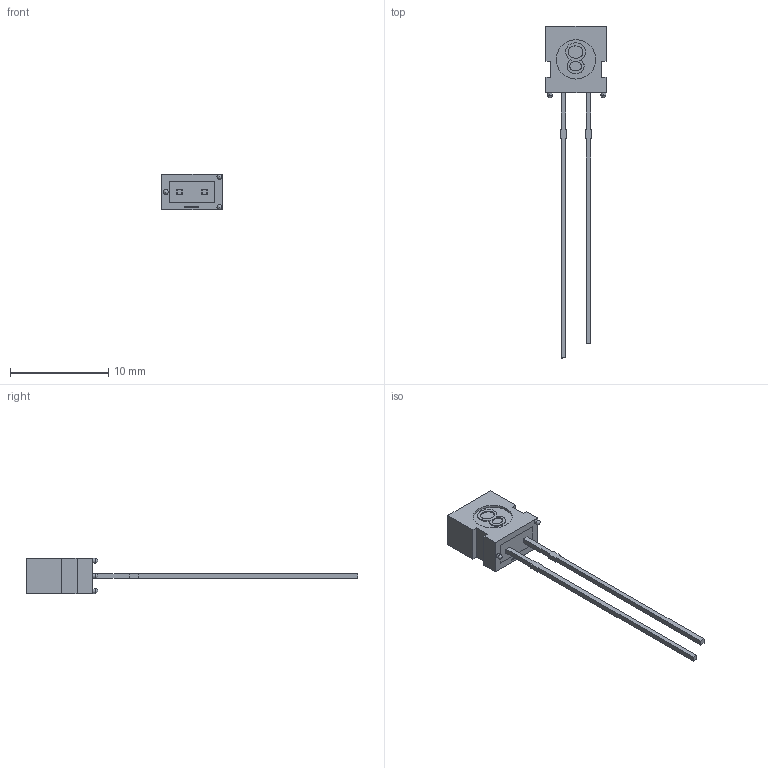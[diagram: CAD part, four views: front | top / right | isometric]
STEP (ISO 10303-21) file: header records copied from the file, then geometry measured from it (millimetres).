
FILE_DESCRIPTION (( 'STEP AP214' ), '1' );
FILE_NAME ('XExx21.STEP', '2015-09-03T18:18:21', ( '' ), ( '' ), 'SwSTEP 2.0', 'SolidWorks 2012', '' );
FILE_SCHEMA (( 'AUTOMOTIVE_DESIGN' ));
Length unit declared in the file: millimetre
Products named in the file (1): XExx21
Bounding box: 6.15 x 33.8 x 3.65 mm (x, y, z)
Volume: 157.5 mm3; surface area: 515.2 mm2
Topology: 8 solids, 8 shells, 276 faces, 738 edges, 492 vertices
Faces by surface type: plane 180, bspline 85, cylinder 8, sphere 3
Entity records: 14597 total; most frequent: CARTESIAN_POINT 5753, ORIENTED_EDGE 1458, DIRECTION 959, EDGE_CURVE 729, VECTOR 543, LINE 543, VERTEX_POINT 486, EDGE_LOOP 299
